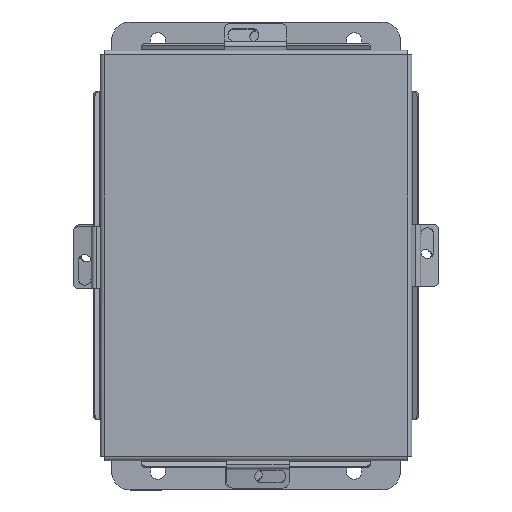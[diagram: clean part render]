
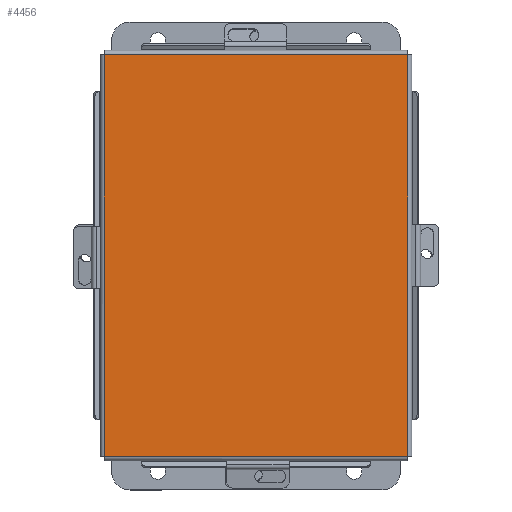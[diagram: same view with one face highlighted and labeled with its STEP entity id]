
A CAD part, top view. The second image highlights one B-rep face of the part: STEP entity #4456.
In plain terms, the highlighted face is planar.
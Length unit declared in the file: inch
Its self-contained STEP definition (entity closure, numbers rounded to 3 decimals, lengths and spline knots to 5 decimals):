
#75 = CARTESIAN_POINT ( 'NONE',  ( 3.06855, -4.06855, -0.0747 ) ) ;
#152 = VECTOR ( 'NONE', #7598, 39.37008 ) ;
#594 = EDGE_LOOP ( 'NONE', ( #8697, #7316, #2182, #1624 ) ) ;
#655 = DIRECTION ( 'NONE',  ( -1., 0., 0. ) ) ;
#1213 = DIRECTION ( 'NONE',  ( 0., -1., 0. ) ) ;
#1460 = LINE ( 'NONE', #3617, #9031 ) ;
#1624 = ORIENTED_EDGE ( 'NONE', *, *, #6300, .T. ) ;
#1929 = EDGE_CURVE ( 'NONE', #5167, #8724, #7606, .T. ) ;
#2182 = ORIENTED_EDGE ( 'NONE', *, *, #2526, .T. ) ;
#2526 = EDGE_CURVE ( 'NONE', #8724, #8626, #1460, .T. ) ;
#3131 = CARTESIAN_POINT ( 'NONE',  ( 3.06855, 4.07448, -0.0747 ) ) ;
#3384 = AXIS2_PLACEMENT_3D ( 'NONE', #9537, #5832, #655 ) ;
#3617 = CARTESIAN_POINT ( 'NONE',  ( 3.07448, -4.06855, -0.0747 ) ) ;
#4101 = LINE ( 'NONE', #5381, #152 ) ;
#4456 = ADVANCED_FACE ( 'NONE', ( #9353 ), #5080, .T. ) ;
#4740 = EDGE_CURVE ( 'NONE', #8642, #5167, #9452, .T. ) ;
#5080 = PLANE ( 'NONE',  #3384 ) ;
#5167 = VERTEX_POINT ( 'NONE', #8457 ) ;
#5246 = VECTOR ( 'NONE', #6583, 39.37008 ) ;
#5381 = CARTESIAN_POINT ( 'NONE',  ( -3.06855, -4.07448, -0.0747 ) ) ;
#5635 = VECTOR ( 'NONE', #1213, 39.37008 ) ;
#5832 = DIRECTION ( 'NONE',  ( 0., 0., -1. ) ) ;
#6300 = EDGE_CURVE ( 'NONE', #8626, #8642, #4101, .T. ) ;
#6444 = DIRECTION ( 'NONE',  ( -1., 0., 0. ) ) ;
#6583 = DIRECTION ( 'NONE',  ( 1., 0., 0. ) ) ;
#7316 = ORIENTED_EDGE ( 'NONE', *, *, #1929, .T. ) ;
#7366 = CARTESIAN_POINT ( 'NONE',  ( -3.06855, 4.06855, -0.0747 ) ) ;
#7598 = DIRECTION ( 'NONE',  ( 0., 1., 0. ) ) ;
#7606 = LINE ( 'NONE', #3131, #5635 ) ;
#7627 = CARTESIAN_POINT ( 'NONE',  ( -3.07448, 4.06855, -0.0747 ) ) ;
#8457 = CARTESIAN_POINT ( 'NONE',  ( 3.06855, 4.06855, -0.0747 ) ) ;
#8626 = VERTEX_POINT ( 'NONE', #8855 ) ;
#8642 = VERTEX_POINT ( 'NONE', #7366 ) ;
#8697 = ORIENTED_EDGE ( 'NONE', *, *, #4740, .T. ) ;
#8724 = VERTEX_POINT ( 'NONE', #75 ) ;
#8855 = CARTESIAN_POINT ( 'NONE',  ( -3.06855, -4.06855, -0.0747 ) ) ;
#9031 = VECTOR ( 'NONE', #6444, 39.37008 ) ;
#9353 = FACE_OUTER_BOUND ( 'NONE', #594, .T. ) ;
#9452 = LINE ( 'NONE', #7627, #5246 ) ;
#9537 = CARTESIAN_POINT ( 'NONE',  ( 0., 0., -0.0747 ) ) ;
